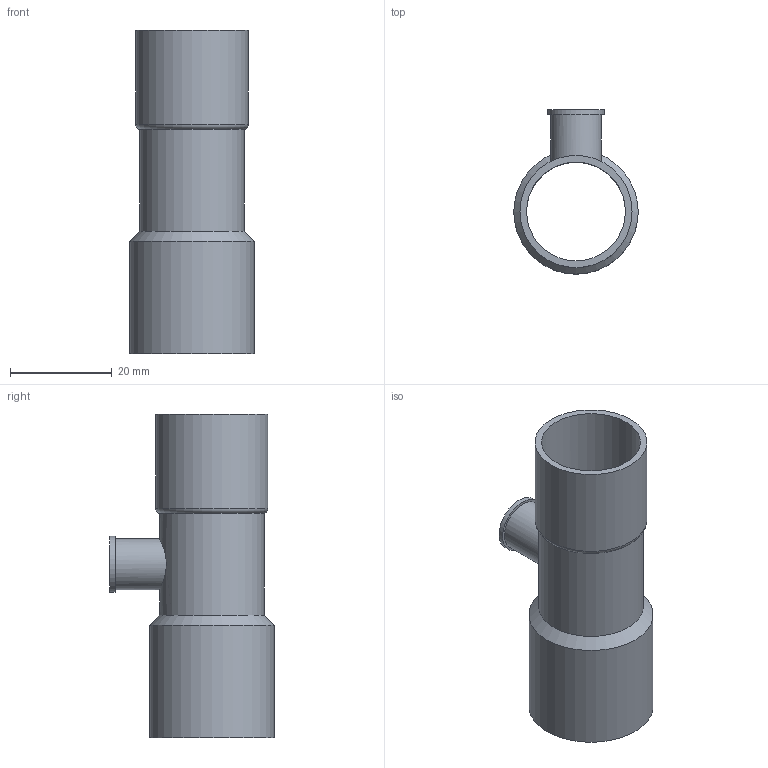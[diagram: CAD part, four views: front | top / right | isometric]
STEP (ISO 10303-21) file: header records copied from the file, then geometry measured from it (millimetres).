
FILE_DESCRIPTION(/* description */ (''),/* implementation_level */ '2;1');
FILE_NAME(/* name */ '22M22Fport .step',/* time_stamp */ '2020-04-20T16:12:46+03:00',/* author */ (''),/* organization */ (''),/* preprocessor_version */ 'ST-DEVELOPER v18.1',/* originating_system */ 'Autodesk Translation Framework v9.2.0.1227',/* authorisation */ '');
FILE_SCHEMA (('AUTOMOTIVE_DESIGN { 1 0 10303 214 3 1 1 }'));
Length unit declared in the file: millimetre
Products named in the file (1): 22M22Fport
Bounding box: 24.4 x 32.2 x 63.4 mm (x, y, z)
Volume: 4716.9 mm3; surface area: 9304.3 mm2
Topology: 1 solids, 1 shells, 15 faces, 32 edges, 21 vertices
Faces by surface type: cylinder 8, plane 4, cone 2, torus 1
Full cylindrical faces by diameter (mm): 7.4 x1, 10 x1, 11 x1, 19.4 x1, 20.5 x1, 22 x2, 24.4 x1
Entity records: 534 total; most frequent: CARTESIAN_POINT 144, DIRECTION 80, ORIENTED_EDGE 64, AXIS2_PLACEMENT_3D 35, EDGE_CURVE 32, EDGE_LOOP 21, VERTEX_POINT 21, CIRCLE 19
